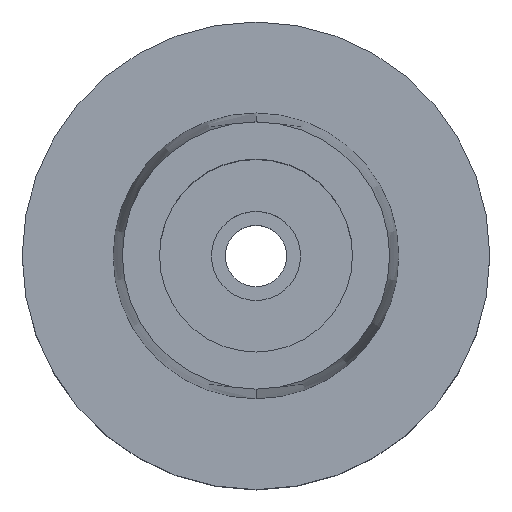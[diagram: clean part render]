
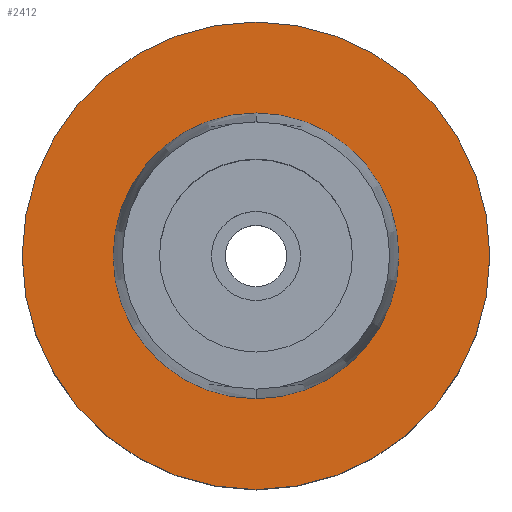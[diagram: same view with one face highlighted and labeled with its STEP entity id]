
A CAD part, top view. The second image highlights one B-rep face of the part: STEP entity #2412.
In plain terms, the highlighted planar face has unit normal (0, 0, 1).
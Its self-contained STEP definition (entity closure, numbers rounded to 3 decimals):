
#88 = CIRCLE ( 'NONE', #2193, 19.25 ) ;
#150 = EDGE_CURVE ( 'NONE', #1433, #2740, #2671, .T. ) ;
#153 = CARTESIAN_POINT ( 'NONE',  ( 0., 19.25, 0. ) ) ;
#308 = AXIS2_PLACEMENT_3D ( 'NONE', #1915, #1468, #433 ) ;
#320 = DIRECTION ( 'NONE',  ( 0., 1., 0. ) ) ;
#368 = FACE_OUTER_BOUND ( 'NONE', #726, .T. ) ;
#433 = DIRECTION ( 'NONE',  ( 0., -1., 0. ) ) ;
#530 = DIRECTION ( 'NONE',  ( 0., 0., 1. ) ) ;
#536 = ORIENTED_EDGE ( 'NONE', *, *, #2491, .F. ) ;
#726 = EDGE_LOOP ( 'NONE', ( #893, #536 ) ) ;
#736 = FACE_BOUND ( 'NONE', #1119, .T. ) ;
#761 = CARTESIAN_POINT ( 'NONE',  ( 0., -19.25, 0. ) ) ;
#815 = CARTESIAN_POINT ( 'NONE',  ( 0., 0., 0. ) ) ;
#831 = CIRCLE ( 'NONE', #1571, 19.25 ) ;
#893 = ORIENTED_EDGE ( 'NONE', *, *, #150, .F. ) ;
#1094 = EDGE_CURVE ( 'NONE', #1662, #1659, #88, .T. ) ;
#1103 = CARTESIAN_POINT ( 'NONE',  ( 0., -31.5, 0. ) ) ;
#1119 = EDGE_LOOP ( 'NONE', ( #2495, #1585 ) ) ;
#1242 = PLANE ( 'NONE',  #2716 ) ;
#1356 = CARTESIAN_POINT ( 'NONE',  ( 0., 0., 0. ) ) ;
#1433 = VERTEX_POINT ( 'NONE', #2153 ) ;
#1448 = AXIS2_PLACEMENT_3D ( 'NONE', #1356, #1994, #2632 ) ;
#1468 = DIRECTION ( 'NONE',  ( 0., 0., -1. ) ) ;
#1499 = EDGE_CURVE ( 'NONE', #1659, #1662, #831, .T. ) ;
#1555 = CARTESIAN_POINT ( 'NONE',  ( 0., 0., 0. ) ) ;
#1571 = AXIS2_PLACEMENT_3D ( 'NONE', #1555, #2409, #320 ) ;
#1585 = ORIENTED_EDGE ( 'NONE', *, *, #1094, .F. ) ;
#1659 = VERTEX_POINT ( 'NONE', #153 ) ;
#1662 = VERTEX_POINT ( 'NONE', #761 ) ;
#1868 = DIRECTION ( 'NONE',  ( 0., -1., 0. ) ) ;
#1893 = DIRECTION ( 'NONE',  ( 0., 0., 1. ) ) ;
#1915 = CARTESIAN_POINT ( 'NONE',  ( 0., 0., 0. ) ) ;
#1994 = DIRECTION ( 'NONE',  ( 0., 0., -1. ) ) ;
#2091 = CARTESIAN_POINT ( 'NONE',  ( 0., 0., 0. ) ) ;
#2153 = CARTESIAN_POINT ( 'NONE',  ( 0., 31.5, 0. ) ) ;
#2193 = AXIS2_PLACEMENT_3D ( 'NONE', #815, #1893, #1868 ) ;
#2250 = DIRECTION ( 'NONE',  ( 1., 0., 0. ) ) ;
#2409 = DIRECTION ( 'NONE',  ( 0., 0., 1. ) ) ;
#2412 = ADVANCED_FACE ( 'NONE', ( #368, #736 ), #1242, .T. ) ;
#2491 = EDGE_CURVE ( 'NONE', #2740, #1433, #2757, .T. ) ;
#2495 = ORIENTED_EDGE ( 'NONE', *, *, #1499, .F. ) ;
#2632 = DIRECTION ( 'NONE',  ( 0., 1., 0. ) ) ;
#2671 = CIRCLE ( 'NONE', #1448, 31.5 ) ;
#2716 = AXIS2_PLACEMENT_3D ( 'NONE', #2091, #530, #2250 ) ;
#2740 = VERTEX_POINT ( 'NONE', #1103 ) ;
#2757 = CIRCLE ( 'NONE', #308, 31.5 ) ;
